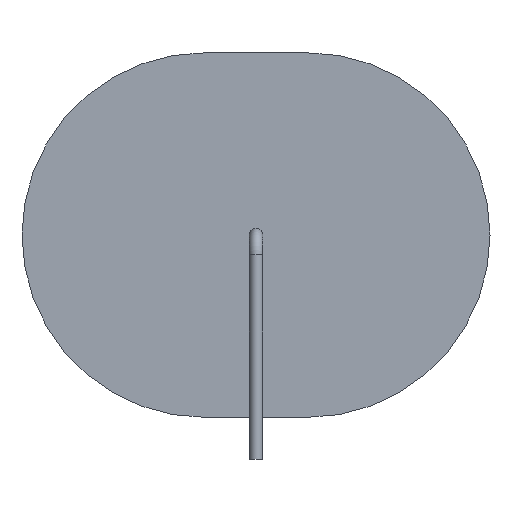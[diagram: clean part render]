
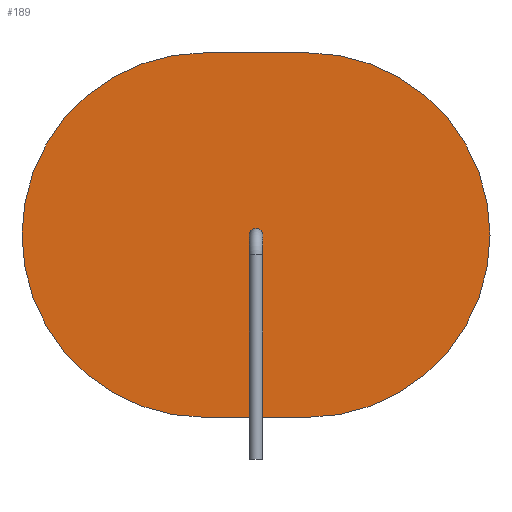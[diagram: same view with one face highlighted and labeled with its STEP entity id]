
A CAD part, left-side view. The second image highlights one B-rep face of the part: STEP entity #189.
In plain terms, the highlighted planar face has unit normal (-1, 0, 0).
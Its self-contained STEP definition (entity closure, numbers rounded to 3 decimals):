
#28=CIRCLE($,#209,16.55);
#30=CIRCLE($,#213,16.55);
#51=FACE_OUTER_BOUND($,#67,.T.);
#67=EDGE_LOOP($,(#156,#157,#158,#159));
#84=LINE($,#305,#92);
#89=LINE($,#319,#97);
#92=VECTOR($,#239,9.4);
#97=VECTOR($,#252,9.4);
#100=VERTEX_POINT($,#303);
#101=VERTEX_POINT($,#304);
#104=VERTEX_POINT($,#312);
#106=VERTEX_POINT($,#318);
#116=EDGE_CURVE($,#100,#101,#84,.T.);
#120=EDGE_CURVE($,#104,#100,#28,.T.);
#123=EDGE_CURVE($,#106,#104,#89,.T.);
#126=EDGE_CURVE($,#101,#106,#30,.T.);
#156=ORIENTED_EDGE($,*,*,#126,.F.);
#157=ORIENTED_EDGE($,*,*,#116,.F.);
#158=ORIENTED_EDGE($,*,*,#120,.F.);
#159=ORIENTED_EDGE($,*,*,#123,.F.);
#179=PLANE($,#216);
#189=ADVANCED_FACE($,(#51),#179,.F.);
#209=AXIS2_PLACEMENT_3D($,#313,#245,#246);
#213=AXIS2_PLACEMENT_3D($,#324,#257,#258);
#216=AXIS2_PLACEMENT_3D($,#327,#263,#264);
#239=DIRECTION($,(0.,1.,0.));
#245=DIRECTION('center_axis',(1.,0.,0.));
#246=DIRECTION('ref_axis',(0.,0.,
1.));
#252=DIRECTION($,(0.,-1.,0.));
#257=DIRECTION('center_axis',(1.,0.,0.));
#258=DIRECTION('ref_axis',(0.,0.,-1.));
#263=DIRECTION('center_axis',(1.,0.,0.));
#264=DIRECTION('ref_axis',(0.,0.,-1.));
#303=CARTESIAN_POINT('',(-23.,-4.7,0.));
#304=CARTESIAN_POINT('',(-23.,4.7,0.));
#305=CARTESIAN_POINT($,(-23.,-4.7,0.));
#312=CARTESIAN_POINT('',(-23.,-4.7,33.1));
#313=CARTESIAN_POINT('Origin',(-23.,-4.7,16.55));
#318=CARTESIAN_POINT('',(-23.,4.7,33.1));
#319=CARTESIAN_POINT($,(-23.,4.7,33.1));
#324=CARTESIAN_POINT('Origin',(-23.,4.7,16.55));
#327=CARTESIAN_POINT('Origin',(-23.,0.,16.55));
